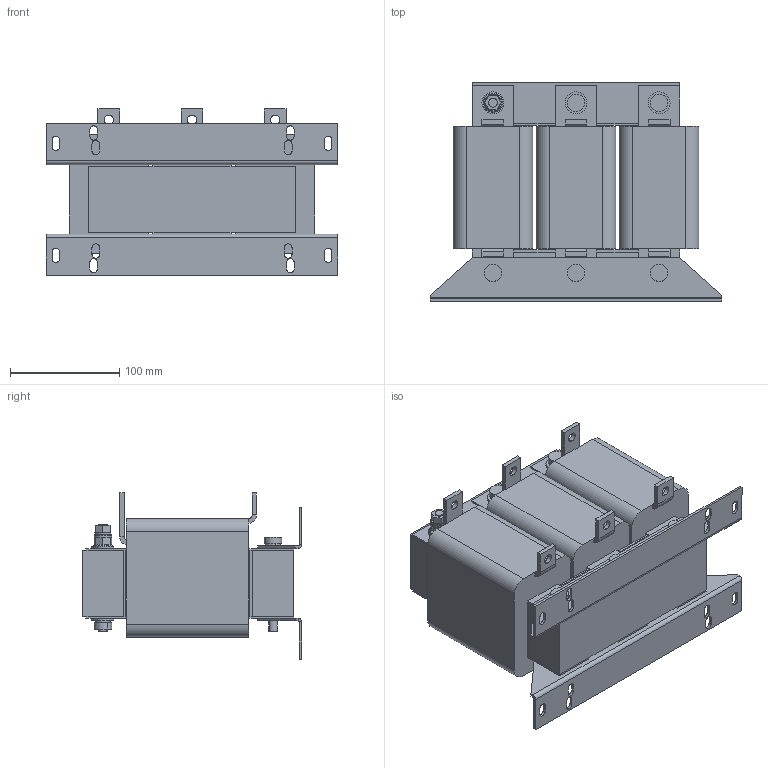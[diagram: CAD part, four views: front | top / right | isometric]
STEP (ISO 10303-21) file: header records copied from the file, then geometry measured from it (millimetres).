
FILE_DESCRIPTION (( 'STEP AP214' ), '1' );
FILE_NAME ('342854.STEP', '2021-03-19T05:20:39', ( '' ), ( '' ), 'SwSTEP 2.0', 'SolidWorks 2018', '' );
FILE_SCHEMA (( 'AUTOMOTIVE_DESIGN' ));
Length unit declared in the file: millimetre
Products named in the file (1): 342854
Bounding box: 267 x 201 x 152 mm (x, y, z)
Volume: 3700741.9 mm3; surface area: 301211 mm2
Topology: 1 solids, 1 shells, 401 faces, 1008 edges, 636 vertices
Faces by surface type: plane 263, cylinder 126, cone 6, torus 6
Entity records: 12116 total; most frequent: CARTESIAN_POINT 2202, DIRECTION 2068, ORIENTED_EDGE 2016, EDGE_CURVE 1008, VECTOR 704, LINE 704, AXIS2_PLACEMENT_3D 682, VERTEX_POINT 636
